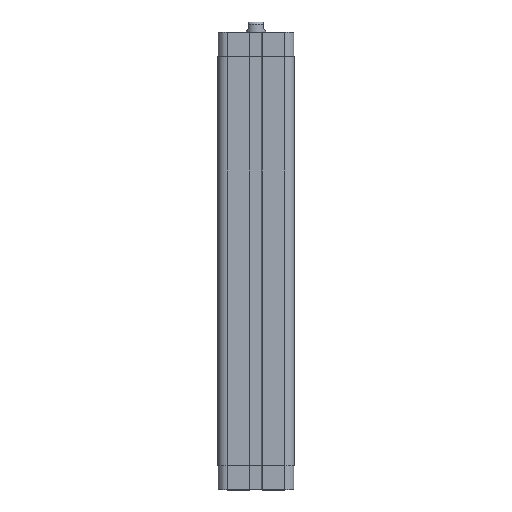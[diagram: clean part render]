
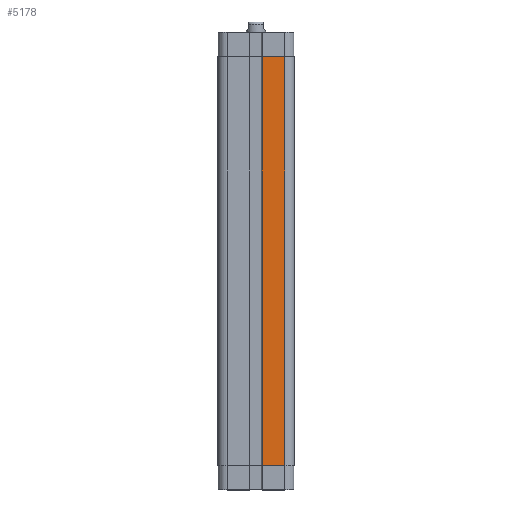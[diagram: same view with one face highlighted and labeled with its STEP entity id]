
A CAD part, top view. The second image highlights one B-rep face of the part: STEP entity #5178.
In plain terms, the highlighted planar face has unit normal (0, 0, 1).
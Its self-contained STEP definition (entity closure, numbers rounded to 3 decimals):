
#3605=CARTESIAN_POINT('',(3.25,107.,20.05));
#3606=VERTEX_POINT('',#3605);
#3614=CARTESIAN_POINT('',(15.05,107.,20.05));
#3615=VERTEX_POINT('',#3614);
#3616=CARTESIAN_POINT('',(15.05,107.,20.05));
#3617=DIRECTION('',(-1.0,0.0,0.0));
#3618=VECTOR('',#3617,11.8);
#3619=LINE('',#3616,#3618);
#3620=EDGE_CURVE('',#3615,#3606,#3619,.T.);
#4672=CARTESIAN_POINT('',(15.05,-107.,20.05));
#4673=VERTEX_POINT('',#4672);
#4681=CARTESIAN_POINT('',(3.25,-107.,20.05));
#4682=VERTEX_POINT('',#4681);
#4683=CARTESIAN_POINT('',(3.25,-107.,20.05));
#4684=DIRECTION('',(1.0,0.0,0.0));
#4685=VECTOR('',#4684,11.8);
#4686=LINE('',#4683,#4685);
#4687=EDGE_CURVE('',#4682,#4673,#4686,.T.);
#5151=CARTESIAN_POINT('',(15.05,-107.,20.05));
#5152=DIRECTION('',(0.0,1.0,0.0));
#5153=VECTOR('',#5152,214.);
#5154=LINE('',#5151,#5153);
#5155=EDGE_CURVE('',#4673,#3615,#5154,.T.);
#5162=CARTESIAN_POINT('',(15.05,0.0,20.05));
#5163=DIRECTION('',(0.0,0.0,1.0));
#5164=DIRECTION('',(1.0,0.0,0.0));
#5165=AXIS2_PLACEMENT_3D('',#5162,#5163,#5164);
#5166=PLANE('',#5165);
#5167=ORIENTED_EDGE('',*,*,#3620,.T.);
#5168=CARTESIAN_POINT('',(3.25,-107.,20.05));
#5169=DIRECTION('',(0.0,1.0,0.0));
#5170=VECTOR('',#5169,214.);
#5171=LINE('',#5168,#5170);
#5172=EDGE_CURVE('',#4682,#3606,#5171,.T.);
#5173=ORIENTED_EDGE('',*,*,#5172,.F.);
#5174=ORIENTED_EDGE('',*,*,#4687,.T.);
#5175=ORIENTED_EDGE('',*,*,#5155,.T.);
#5176=EDGE_LOOP('',(#5167,#5173,#5174,#5175));
#5177=FACE_OUTER_BOUND('',#5176,.T.);
#5178=ADVANCED_FACE('',(#5177),#5166,.T.);
